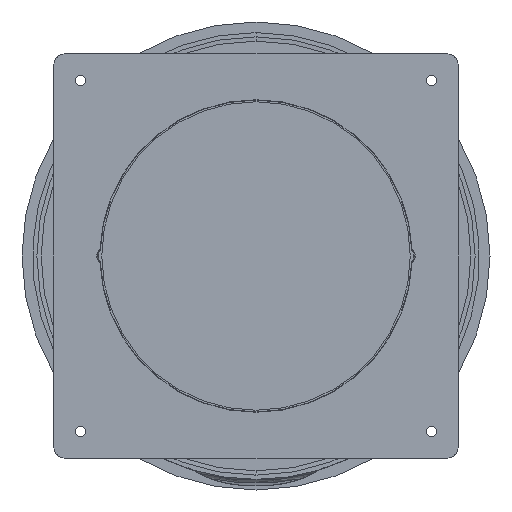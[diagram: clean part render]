
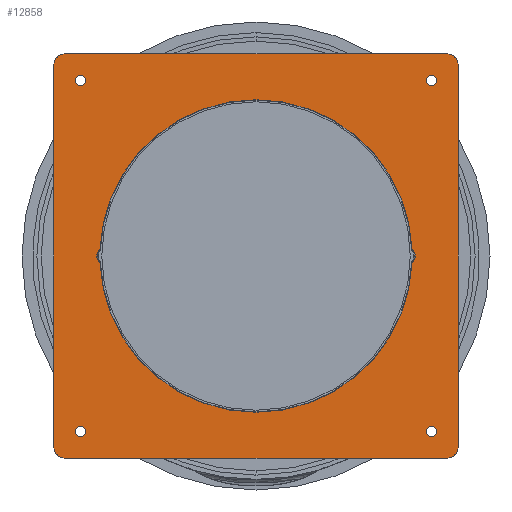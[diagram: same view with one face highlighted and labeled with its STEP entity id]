
A CAD part, left-side view. The second image highlights one B-rep face of the part: STEP entity #12858.
In plain terms, the highlighted planar face has unit normal (-1, 0, 0).
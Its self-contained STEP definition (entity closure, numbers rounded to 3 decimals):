
#12858=ADVANCED_FACE('',(#23979,#23980,#23981,#23982,#23983,#23984),#23985,.F.);
#23979=FACE_BOUND('',#31609,.T.);
#23980=FACE_BOUND('',#31610,.T.);
#23981=FACE_BOUND('',#31611,.T.);
#23982=FACE_BOUND('',#31612,.T.);
#23983=FACE_OUTER_BOUND('',#31613,.T.);
#23984=FACE_BOUND('',#31614,.T.);
#23985=PLANE('',#31615);
#31609=EDGE_LOOP('',(#32591,#32592,#32593,#32594,#32595,#32596));
#31610=EDGE_LOOP('',(#32597,#32598));
#31611=EDGE_LOOP('',(#32599,#32600));
#31612=EDGE_LOOP('',(#32601,#32602));
#31613=EDGE_LOOP('',(#32603,#32604,#32605,#32606,#32607,#32608,#32609,#32610));
#31614=EDGE_LOOP('',(#32611,#32612));
#31615=AXIS2_PLACEMENT_3D('',#32613,#32614,#32615);
#32591=ORIENTED_EDGE('',*,*,#33486,.T.);
#32592=ORIENTED_EDGE('',*,*,#33505,.T.);
#32593=ORIENTED_EDGE('',*,*,#33440,.T.);
#32594=ORIENTED_EDGE('',*,*,#33523,.F.);
#32595=ORIENTED_EDGE('',*,*,#33464,.F.);
#32596=ORIENTED_EDGE('',*,*,#33453,.F.);
#32597=ORIENTED_EDGE('',*,*,#33458,.T.);
#32598=ORIENTED_EDGE('',*,*,#33455,.T.);
#32599=ORIENTED_EDGE('',*,*,#33476,.F.);
#32600=ORIENTED_EDGE('',*,*,#33474,.F.);
#32601=ORIENTED_EDGE('',*,*,#33492,.F.);
#32602=ORIENTED_EDGE('',*,*,#33490,.F.);
#32603=ORIENTED_EDGE('',*,*,#33498,.T.);
#32604=ORIENTED_EDGE('',*,*,#33461,.F.);
#32605=ORIENTED_EDGE('',*,*,#33470,.T.);
#32606=ORIENTED_EDGE('',*,*,#33479,.T.);
#32607=ORIENTED_EDGE('',*,*,#33524,.T.);
#32608=ORIENTED_EDGE('',*,*,#33525,.F.);
#32609=ORIENTED_EDGE('',*,*,#33508,.F.);
#32610=ORIENTED_EDGE('',*,*,#33496,.T.);
#32611=ORIENTED_EDGE('',*,*,#33526,.T.);
#32612=ORIENTED_EDGE('',*,*,#33527,.T.);
#32613=CARTESIAN_POINT('',(-2.0,0.0,0.0));
#32614=DIRECTION('',(1.0,0.0,0.0));
#32615=DIRECTION('',(0.0,0.0,-1.0));
#33440=EDGE_CURVE('',#34254,#34260,#34262,.F.);
#33453=EDGE_CURVE('',#34286,#34280,#34288,.F.);
#33455=EDGE_CURVE('',#34292,#34290,#34293,.T.);
#33458=EDGE_CURVE('',#34290,#34292,#34297,.T.);
#33461=EDGE_CURVE('',#34300,#34302,#34303,.T.);
#33464=EDGE_CURVE('',#34280,#34307,#34308,.F.);
#33470=EDGE_CURVE('',#34300,#34316,#34318,.T.);
#33474=EDGE_CURVE('',#34324,#34320,#34326,.T.);
#33476=EDGE_CURVE('',#34320,#34324,#34328,.T.);
#33479=EDGE_CURVE('',#34316,#34331,#34333,.T.);
#33486=EDGE_CURVE('',#34286,#34341,#34343,.T.);
#33490=EDGE_CURVE('',#34349,#34345,#34351,.T.);
#33492=EDGE_CURVE('',#34345,#34349,#34353,.T.);
#33496=EDGE_CURVE('',#34355,#34359,#34361,.T.);
#33498=EDGE_CURVE('',#34359,#34302,#34363,.T.);
#33505=EDGE_CURVE('',#34341,#34254,#34370,.F.);
#33508=EDGE_CURVE('',#34355,#34374,#34375,.T.);
#33523=EDGE_CURVE('',#34307,#34260,#34398,.T.);
#33524=EDGE_CURVE('',#34331,#34399,#34400,.T.);
#33525=EDGE_CURVE('',#34374,#34399,#34401,.T.);
#33526=EDGE_CURVE('',#34402,#34403,#34404,.T.);
#33527=EDGE_CURVE('',#34403,#34402,#34405,.T.);
#34254=VERTEX_POINT('',#34731);
#34260=VERTEX_POINT('',#34798);
#34262=CIRCLE('',#34803,73.45);
#34280=VERTEX_POINT('',#34825);
#34286=VERTEX_POINT('',#34892);
#34288=CIRCLE('',#34897,73.45);
#34290=VERTEX_POINT('',#34899);
#34292=VERTEX_POINT('',#34902);
#34293=CIRCLE('',#34903,2.4);
#34297=CIRCLE('',#34908,2.4);
#34300=VERTEX_POINT('',#34911);
#34302=VERTEX_POINT('',#34914);
#34303=CIRCLE('',#34915,5.0);
#34307=VERTEX_POINT('',#34920);
#34308=CIRCLE('',#34921,73.45);
#34316=VERTEX_POINT('',#34993);
#34318=LINE('',#34996,#34997);
#34320=VERTEX_POINT('',#34999);
#34324=VERTEX_POINT('',#35004);
#34326=CIRCLE('',#35007,2.4);
#34328=CIRCLE('',#35009,2.4);
#34331=VERTEX_POINT('',#35012);
#34333=CIRCLE('',#35015,5.0);
#34341=VERTEX_POINT('',#35083);
#34343=ELLIPSE('',#35088,4.,4.);
#34345=VERTEX_POINT('',#35090);
#34349=VERTEX_POINT('',#35095);
#34351=CIRCLE('',#35098,2.4);
#34353=CIRCLE('',#35100,2.4);
#34355=VERTEX_POINT('',#35102);
#34359=VERTEX_POINT('',#35107);
#34361=CIRCLE('',#35110,5.0);
#34363=LINE('',#35113,#35114);
#34370=CIRCLE('',#35121,73.45);
#34374=VERTEX_POINT('',#35126);
#34375=LINE('',#35127,#35128);
#34398=ELLIPSE('',#35277,4.,4.);
#34399=VERTEX_POINT('',#35278);
#34400=LINE('',#35279,#35280);
#34401=CIRCLE('',#35281,5.0);
#34402=VERTEX_POINT('',#35282);
#34403=VERTEX_POINT('',#35283);
#34404=CIRCLE('',#35284,2.4);
#34405=CIRCLE('',#35285,2.4);
#34731=CARTESIAN_POINT('',(-2.0,73.45,0.));
#34798=CARTESIAN_POINT('',(-2.0,3.136,73.383));
#34803=AXIS2_PLACEMENT_3D('',#35386,#35387,#35388);
#34825=CARTESIAN_POINT('',(-2.,-73.45,0.));
#34892=CARTESIAN_POINT('',(-2.,-3.136,-73.383));
#34897=AXIS2_PLACEMENT_3D('',#35409,#35410,#35411);
#34899=CARTESIAN_POINT('',(-2.,-82.5,-84.9));
#34902=CARTESIAN_POINT('',(-2.,-82.5,-80.1));
#34903=AXIS2_PLACEMENT_3D('',#35413,#35414,#35415);
#34908=AXIS2_PLACEMENT_3D('',#35420,#35421,#35422);
#34911=CARTESIAN_POINT('',(-2.,-95.0,-90.0));
#34914=CARTESIAN_POINT('',(-2.,-90.0,-95.0));
#34915=AXIS2_PLACEMENT_3D('',#35427,#35428,#35429);
#34920=CARTESIAN_POINT('',(-2.0,-3.136,73.383));
#34921=AXIS2_PLACEMENT_3D('',#35434,#35435,#35436);
#34993=CARTESIAN_POINT('',(-2.,-95.0,90.0));
#34996=CARTESIAN_POINT('',(-2.,-95.0,-90.0));
#34997=VECTOR('',#35442,180.0);
#34999=CARTESIAN_POINT('',(-2.,-82.5,84.9));
#35004=CARTESIAN_POINT('',(-2.,-82.5,80.1));
#35007=AXIS2_PLACEMENT_3D('',#35448,#35449,#35450);
#35009=AXIS2_PLACEMENT_3D('',#35454,#35455,#35456);
#35012=CARTESIAN_POINT('',(-2.,-90.0,95.0));
#35015=AXIS2_PLACEMENT_3D('',#35461,#35462,#35463);
#35083=CARTESIAN_POINT('',(-2.,3.136,-73.383));
#35088=AXIS2_PLACEMENT_3D('',#35476,#35477,#35478);
#35090=CARTESIAN_POINT('',(-2.,82.5,-84.9));
#35095=CARTESIAN_POINT('',(-2.,82.5,-80.1));
#35098=AXIS2_PLACEMENT_3D('',#35484,#35485,#35486);
#35100=AXIS2_PLACEMENT_3D('',#35490,#35491,#35492);
#35102=CARTESIAN_POINT('',(-2.,95.0,-90.0));
#35107=CARTESIAN_POINT('',(-2.,90.0,-95.0));
#35110=AXIS2_PLACEMENT_3D('',#35498,#35499,#35500);
#35113=CARTESIAN_POINT('',(-2.,90.0,-95.0));
#35114=VECTOR('',#35502,180.0);
#35121=AXIS2_PLACEMENT_3D('',#35521,#35522,#35523);
#35126=CARTESIAN_POINT('',(-2.0,95.0,90.0));
#35127=CARTESIAN_POINT('',(-2.0,95.0,-90.0));
#35128=VECTOR('',#35528,180.0);
#35277=AXIS2_PLACEMENT_3D('',#35555,#35556,#35557);
#35278=CARTESIAN_POINT('',(-2.0,90.0,95.0));
#35279=CARTESIAN_POINT('',(-2.,-90.0,95.0));
#35280=VECTOR('',#35558,180.0);
#35281=AXIS2_PLACEMENT_3D('',#35559,#35560,#35561);
#35282=CARTESIAN_POINT('',(-2.0,82.5,84.9));
#35283=CARTESIAN_POINT('',(-2.0,82.5,80.1));
#35284=AXIS2_PLACEMENT_3D('',#35562,#35563,#35564);
#35285=AXIS2_PLACEMENT_3D('',#35565,#35566,#35567);
#35386=CARTESIAN_POINT('',(-2.0,0.,0.0));
#35387=DIRECTION('',(-1.0,-0.0,0.0));
#35388=DIRECTION('',(0.0,-1.0,0.0));
#35409=CARTESIAN_POINT('',(-2.0,0.,0.));
#35410=DIRECTION('',(1.0,0.,0.));
#35411=DIRECTION('',(0.,1.0,0.));
#35413=CARTESIAN_POINT('',(-2.,-82.5,-82.5));
#35414=DIRECTION('',(1.0,0.,0.));
#35415=DIRECTION('',(0.,0.,1.0));
#35420=CARTESIAN_POINT('',(-2.,-82.5,-82.5));
#35421=DIRECTION('',(1.0,0.,0.));
#35422=DIRECTION('',(0.,0.,-1.0));
#35427=CARTESIAN_POINT('',(-2.,-90.0,-90.0));
#35428=DIRECTION('',(1.0,0.,0.));
#35429=DIRECTION('',(0.,-1.0,0.));
#35434=CARTESIAN_POINT('',(-2.0,0.,0.));
#35435=DIRECTION('',(1.0,0.,0.));
#35436=DIRECTION('',(0.,1.0,0.));
#35442=DIRECTION('',(0.,0.,1.0));
#35448=CARTESIAN_POINT('',(-2.,-82.5,82.5));
#35449=DIRECTION('',(-1.0,0.,0.));
#35450=DIRECTION('',(0.,0.,-1.0));
#35454=CARTESIAN_POINT('',(-2.,-82.5,82.5));
#35455=DIRECTION('',(-1.0,0.,0.));
#35456=DIRECTION('',(0.,0.,1.0));
#35461=CARTESIAN_POINT('',(-2.,-90.0,90.0));
#35462=DIRECTION('',(-1.0,0.,0.));
#35463=DIRECTION('',(0.,-1.0,0.));
#35476=CARTESIAN_POINT('',(-2.,0.,-70.9));
#35477=DIRECTION('',(1.0,0.,0.));
#35478=DIRECTION('',(0.,0.,-1.0));
#35484=CARTESIAN_POINT('',(-2.,82.5,-82.5));
#35485=DIRECTION('',(-1.0,0.,0.));
#35486=DIRECTION('',(0.,0.,1.0));
#35490=CARTESIAN_POINT('',(-2.,82.5,-82.5));
#35491=DIRECTION('',(-1.0,0.,0.));
#35492=DIRECTION('',(0.,0.,-1.0));
#35498=CARTESIAN_POINT('',(-2.,90.0,-90.0));
#35499=DIRECTION('',(-1.0,0.,0.));
#35500=DIRECTION('',(0.,1.0,0.));
#35502=DIRECTION('',(0.,-1.0,0.));
#35521=CARTESIAN_POINT('',(-2.0,0.,0.0));
#35522=DIRECTION('',(-1.0,-0.0,0.0));
#35523=DIRECTION('',(0.0,-1.0,0.0));
#35528=DIRECTION('',(0.0,0.0,1.0));
#35555=CARTESIAN_POINT('',(-2.0,0.,70.9));
#35556=DIRECTION('',(-1.0,0.0,0.0));
#35557=DIRECTION('',(0.0,0.,1.0));
#35558=DIRECTION('',(0.,1.0,0.));
#35559=CARTESIAN_POINT('',(-2.,90.0,90.0));
#35560=DIRECTION('',(1.0,0.0,0.0));
#35561=DIRECTION('',(0.0,1.0,0.0));
#35562=CARTESIAN_POINT('',(-2.0,82.5,82.5));
#35563=DIRECTION('',(1.0,0.0,-0.0));
#35564=DIRECTION('',(0.0,0.0,1.0));
#35565=CARTESIAN_POINT('',(-2.0,82.5,82.5));
#35566=DIRECTION('',(1.0,0.0,0.0));
#35567=DIRECTION('',(0.0,0.0,-1.0));
